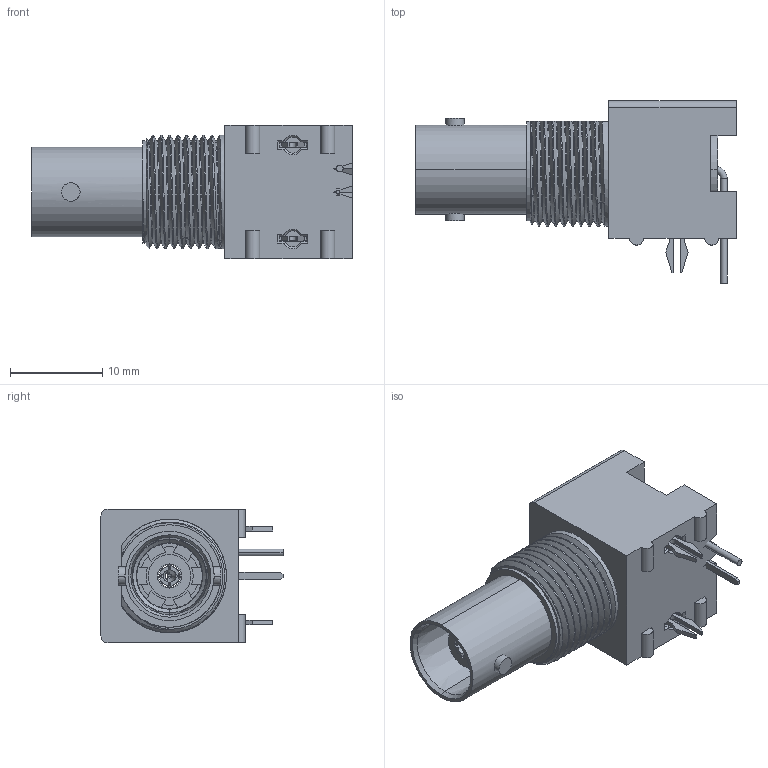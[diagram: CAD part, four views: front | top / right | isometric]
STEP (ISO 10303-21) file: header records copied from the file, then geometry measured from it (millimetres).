
FILE_DESCRIPTION((''),'2;1');
FILE_NAME('31-5538-1010','2017-02-08T',('Rajagopal'),(''),'PRO/ENGINEER BY PARAMETRIC TECHNOLOGY CORPORATION, 2014440','PRO/ENGINEER BY PARAMETRIC TECHNOLOGY CORPORATION, 2014440','');
FILE_SCHEMA(('CONFIG_CONTROL_DESIGN'));
Length unit declared in the file: millimetre
Products named in the file (1): 31-5538-1010
Bounding box: 34.7 x 19.7 x 14.5 mm (x, y, z)
Surface area: 4004.7 mm2 (no closed solid volume)
Topology: 0 solids, 10 shells, 279 faces, 867 edges, 598 vertices
Faces by surface type: plane 147, cylinder 74, bspline 35, cone 17, torus 4, sphere 2
Entity records: 20055 total; most frequent: CARTESIAN_POINT 12586, ORIENTED_EDGE 1568, DIRECTION 1414, EDGE_CURVE 865, VERTEX_POINT 598, VECTOR 510, LINE 510, AXIS2_PLACEMENT_3D 452
